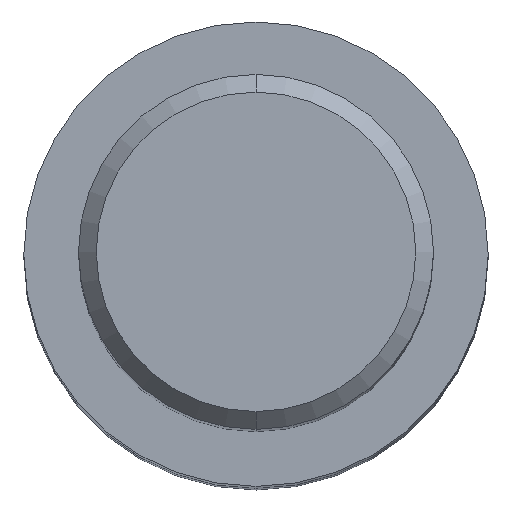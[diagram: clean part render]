
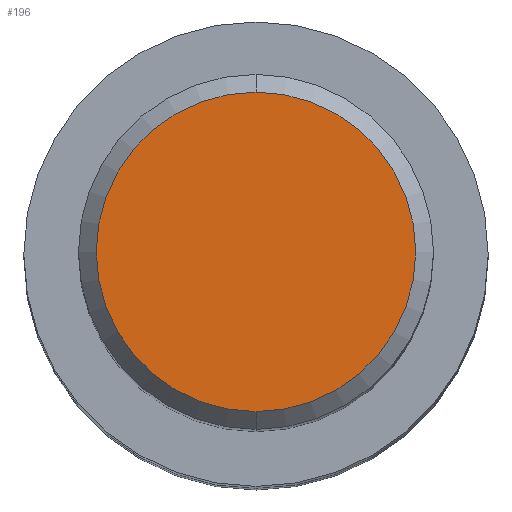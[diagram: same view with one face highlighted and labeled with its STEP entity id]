
A CAD part, top view. The second image highlights one B-rep face of the part: STEP entity #196.
In plain terms, the highlighted planar face has unit normal (0, 0, 1).
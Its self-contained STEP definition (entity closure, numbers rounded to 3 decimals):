
#196=ADVANCED_FACE('',(#494),#495,.T.);
#344=VERTEX_POINT('',#659);
#348=EDGE_CURVE('',#344,#414,#663,.T.);
#382=EDGE_CURVE('',#414,#344,#699,.T.);
#414=VERTEX_POINT('',#733);
#494=FACE_OUTER_BOUND('',#835,.T.);
#495=PLANE('',#836);
#659=CARTESIAN_POINT('',(0.,-5.4,0.0));
#663=CIRCLE('',#1179,5.4);
#699=CIRCLE('',#1259,5.4);
#733=CARTESIAN_POINT('',(0.0,5.4,0.0));
#835=EDGE_LOOP('',(#1487,#1488));
#836=AXIS2_PLACEMENT_3D('',#1489,#1490,#1491);
#1179=AXIS2_PLACEMENT_3D('',#1680,#1681,#1682);
#1259=AXIS2_PLACEMENT_3D('',#1717,#1718,#1719);
#1487=ORIENTED_EDGE('',*,*,#382,.F.);
#1488=ORIENTED_EDGE('',*,*,#348,.F.);
#1489=CARTESIAN_POINT('',(0.0,2.7,0.0));
#1490=DIRECTION('',(-0.0,0.0,1.0));
#1491=DIRECTION('',(0.0,-1.0,0.0));
#1680=CARTESIAN_POINT('',(0.0,0.0,0.0));
#1681=DIRECTION('',(0.0,0.0,-1.0));
#1682=DIRECTION('',(0.0,1.0,0.0));
#1717=CARTESIAN_POINT('',(0.0,0.0,0.0));
#1718=DIRECTION('',(0.0,0.0,-1.0));
#1719=DIRECTION('',(0.0,1.0,0.0));
